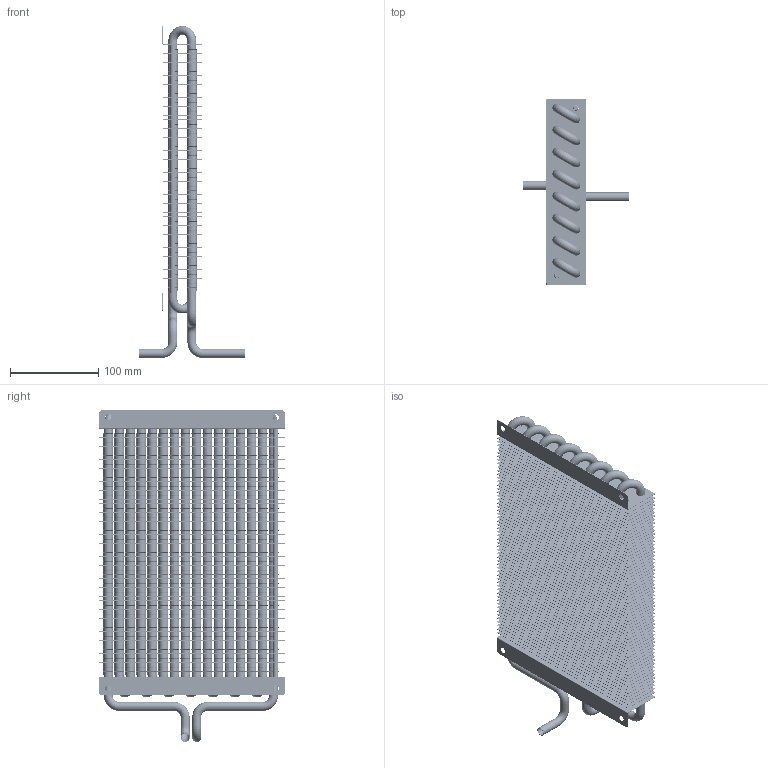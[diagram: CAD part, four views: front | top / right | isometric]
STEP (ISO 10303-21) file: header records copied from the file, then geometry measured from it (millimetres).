
FILE_DESCRIPTION (( 'STEP AP214' ), '1' );
FILE_NAME ('AC Heat Exchanger.STEP', '2025-06-23T19:20:59', ( '' ), ( '' ), 'SwSTEP 2.0', 'SolidWorks 2019', '' );
FILE_SCHEMA (( 'AUTOMOTIVE_DESIGN' ));
Length unit declared in the file: millimetre
Products named in the file (9): Pipe 2.step; Part2.step; Pipe 1.step; C Pipe.step; AC Heat Exchanger; Cooling Plate.step; Pipe 3.step; Support rod.step; Part1.step
Assembly tree (92 placements, depth 2):
  AC Heat Exchanger
    Part2.step
    Part1.step
    Pipe 3.step  x16
    C Pipe.step  x15
    Support rod.step  x2
    Cooling Plate.step  x55
    Pipe 1.step
    Pipe 2.step
Bounding box: 120.95 x 210 x 376.45 mm (x, y, z)
Volume: 396800.9 mm3; surface area: 1551974.3 mm2
Topology: 92 solids, 92 shells, 7084 faces, 16244 edges, 10224 vertices
Faces by surface type: cylinder 3924, torus 1844, plane 1308, cone 8
Entity records: 10668 total; most frequent: DIRECTION 2080, CARTESIAN_POINT 1651, ORIENTED_EDGE 1524, AXIS2_PLACEMENT_3D 909, EDGE_CURVE 762, CIRCLE 500, VERTEX_POINT 480, EDGE_LOOP 454
